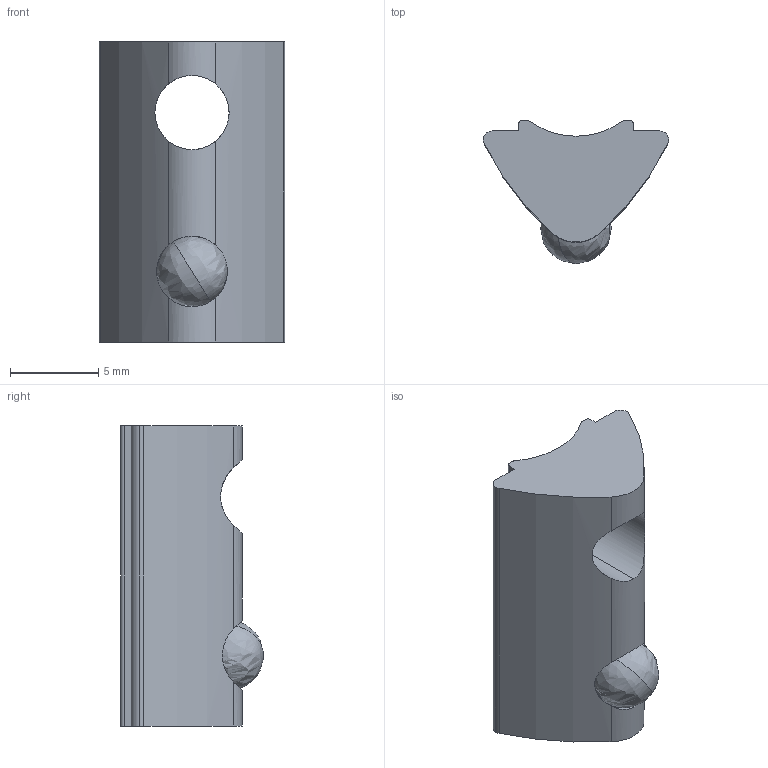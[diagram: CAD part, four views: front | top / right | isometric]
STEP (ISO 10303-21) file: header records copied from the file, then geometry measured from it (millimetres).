
FILE_DESCRIPTION (( 'STEP AP214' ), '1' );
FILE_NAME ('7216006', '2019-01-30T08:52:07', ( '' ), ('JUGARD+KÜNSTNER GmbH'), 'SwSTEP 2.0', 'SolidWorks 2017', '' );
FILE_SCHEMA (( 'AUTOMOTIVE_DESIGN' ));
Length unit declared in the file: millimetre
Products named in the file (4): 7216006; Part3; Part2; Part1
Assembly tree (3 placements, depth 2):
  7216006
    Part3
    Part2
    Part1
Bounding box: 10.5 x 8.1 x 17 mm (x, y, z)
Volume: 665.6 mm3; surface area: 751.5 mm2
Topology: 3 solids, 3 shells, 39 faces, 109 edges, 67 vertices
Faces by surface type: cylinder 17, plane 10, bspline 10, cone 2
Entity records: 2556 total; most frequent: CARTESIAN_POINT 1061, ORIENTED_EDGE 206, DIRECTION 185, EDGE_CURVE 103, AXIS2_PLACEMENT_3D 73, VERTEX_POINT 67, UNCERTAINTY_MEASURE_WITH_UNIT 49, FILL_AREA_STYLE_COLOUR 45
